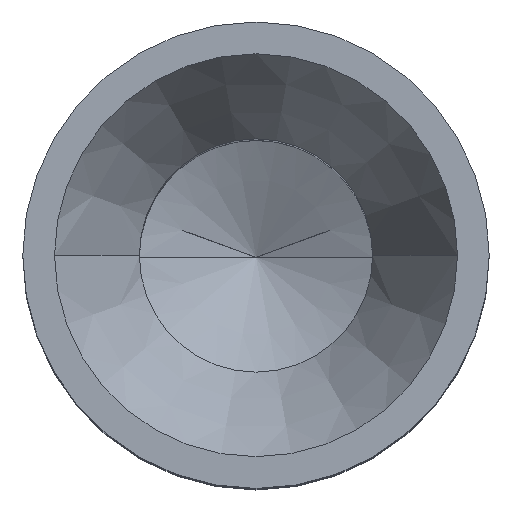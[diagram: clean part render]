
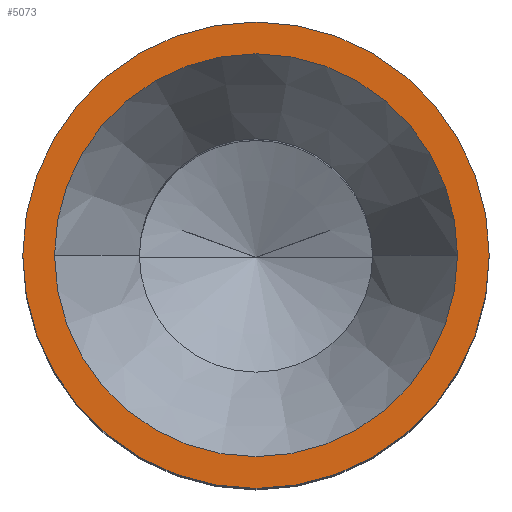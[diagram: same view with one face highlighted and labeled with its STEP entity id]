
A CAD part, top view. The second image highlights one B-rep face of the part: STEP entity #5073.
In plain terms, the highlighted planar face has unit normal (0, 0, 1).
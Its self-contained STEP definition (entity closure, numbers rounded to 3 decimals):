
#1602=CARTESIAN_POINT('',(0.,0.,11.518));
#1603=DIRECTION('',(0.,0.,1.));
#1604=DIRECTION('',(-1.,0.,0.));
#1605=AXIS2_PLACEMENT_3D('',#1602,#1603,#1604);
#1607=CARTESIAN_POINT('',(0.,0.,11.518));
#1608=DIRECTION('',(0.,0.,-1.));
#1609=DIRECTION('',(-1.,0.,0.));
#1610=AXIS2_PLACEMENT_3D('',#1607,#1608,#1609);
#1621=CARTESIAN_POINT('',(0.,0.,11.518));
#1622=DIRECTION('',(0.,0.,-1.));
#1623=DIRECTION('',(-1.,0.,0.));
#1624=AXIS2_PLACEMENT_3D('',#1621,#1622,#1623);
#1643=CARTESIAN_POINT('',(0.,0.,11.518));
#1644=DIRECTION('',(0.,0.,1.));
#1645=DIRECTION('',(-1.,0.,0.));
#1646=AXIS2_PLACEMENT_3D('',#1643,#1644,#1645);
#1907=CARTESIAN_POINT('',(-1.512,0.,11.518));
#1908=CARTESIAN_POINT('',(1.512,0.,11.518));
#1909=VERTEX_POINT('',#1907);
#1910=VERTEX_POINT('',#1908);
#1911=CARTESIAN_POINT('',(-1.75,0.,11.518));
#1912=CARTESIAN_POINT('',(1.75,0.,11.518));
#1913=VERTEX_POINT('',#1911);
#1914=VERTEX_POINT('',#1912);
#5058=CARTESIAN_POINT('',(0.,0.,11.518));
#5059=DIRECTION('',(0.,0.,1.));
#5060=DIRECTION('',(-1.,0.,0.));
#5061=AXIS2_PLACEMENT_3D('',#5058,#5059,#5060);
#5062=PLANE('',#5061);
#5063=ORIENTED_EDGE('',*,*,#5051,.F.);
#5064=ORIENTED_EDGE('',*,*,#5040,.T.);
#5065=EDGE_LOOP('',(#5063,#5064));
#5066=FACE_OUTER_BOUND('',#5065,.F.);
#5068=ORIENTED_EDGE('',*,*,#5067,.F.);
#5070=ORIENTED_EDGE('',*,*,#5069,.T.);
#5071=EDGE_LOOP('',(#5068,#5070));
#5072=FACE_BOUND('',#5071,.F.);
#5073=ADVANCED_FACE('',(#5066,#5072),#5062,.T.);
#1606=CIRCLE('',#1605,1.75);
#1611=CIRCLE('',#1610,1.75);
#1625=CIRCLE('',#1624,1.512);
#1647=CIRCLE('',#1646,1.512);
#5040=EDGE_CURVE('',#1913,#1914,#1611,.T.);
#5051=EDGE_CURVE('',#1913,#1914,#1606,.T.);
#5067=EDGE_CURVE('',#1909,#1910,#1625,.T.);
#5069=EDGE_CURVE('',#1909,#1910,#1647,.T.);
